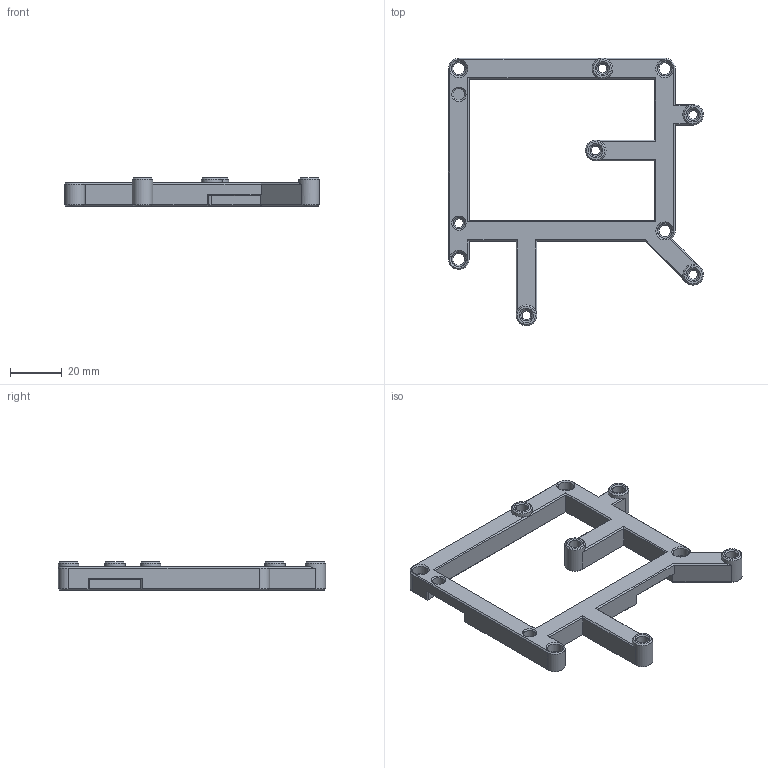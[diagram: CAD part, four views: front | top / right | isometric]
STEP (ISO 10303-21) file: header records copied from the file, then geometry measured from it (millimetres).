
FILE_DESCRIPTION(/* description */ (''),/* implementation_level */ '2;1');
FILE_NAME(/* name */ 'BTT SKR Electronics Mount.step',/* time_stamp */ '2025-09-15T10:39:17-04:00',/* author */ (''),/* organization */ (''),/* preprocessor_version */ 'ST-DEVELOPER v20.1',/* originating_system */ 'Autodesk Translation Framework v14.17.0.0',/* authorisation */ '');
FILE_SCHEMA (('AUTOMOTIVE_DESIGN { 1 0 10303 214 3 1 1 }'));
Length unit declared in the file: millimetre
Products named in the file (1): BTT SKR Electronics Mount
Bounding box: 99 x 103.75 x 11 mm (x, y, z)
Volume: 24982.7 mm3; surface area: 13641 mm2
Topology: 1 solids, 1 shells, 191 faces, 433 edges, 249 vertices
Faces by surface type: plane 113, cone 48, cylinder 30
Full cylindrical faces by diameter (mm): 3.4 x6, 4.6 x11, 6 x4, 8 x5
Entity records: 5289 total; most frequent: DIRECTION 950, CARTESIAN_POINT 880, ORIENTED_EDGE 866, EDGE_CURVE 433, AXIS2_PLACEMENT_3D 327, LINE 296, VECTOR 296, VERTEX_POINT 249
